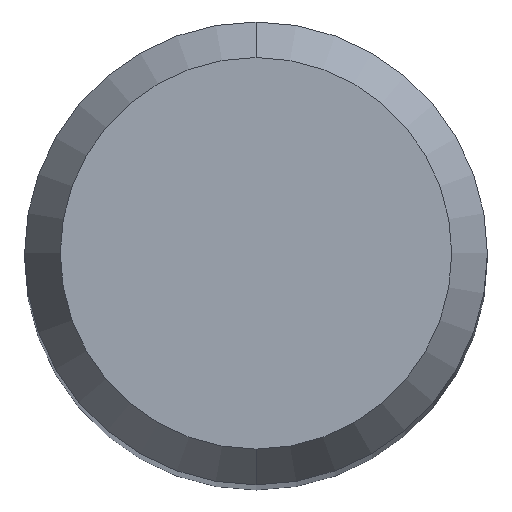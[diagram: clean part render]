
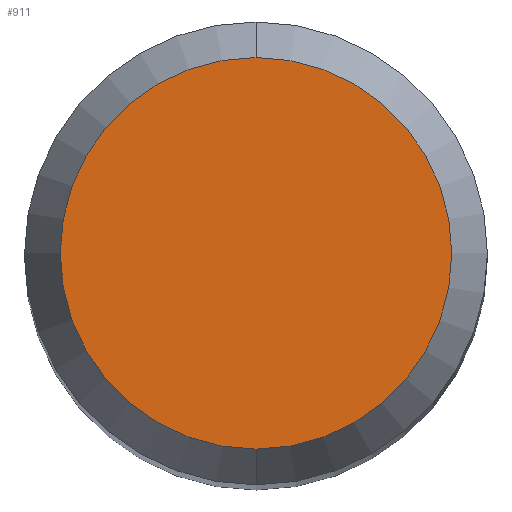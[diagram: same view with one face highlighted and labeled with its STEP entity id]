
A CAD part, top view. The second image highlights one B-rep face of the part: STEP entity #911.
In plain terms, the highlighted planar face has unit normal (0, 0, 1).
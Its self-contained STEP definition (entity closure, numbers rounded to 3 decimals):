
#743=EDGE_CURVE('',#875,#1305,#1763,.T.);
#875=VERTEX_POINT('',#1909);
#911=ADVANCED_FACE('',(#1946),#1947,.T.);
#1051=EDGE_CURVE('',#1305,#875,#2106,.T.);
#1305=VERTEX_POINT('',#2384);
#1763=CIRCLE('',#5114,2.538);
#1909=CARTESIAN_POINT('',(0.,-2.538,0.0));
#1946=FACE_OUTER_BOUND('',#6673,.T.);
#1947=PLANE('',#6674);
#2106=CIRCLE('',#9728,2.538);
#2384=CARTESIAN_POINT('',(0.0,2.538,0.0));
#5114=AXIS2_PLACEMENT_3D('',#15793,#15794,#15795);
#6673=EDGE_LOOP('',(#16008,#16009));
#6674=AXIS2_PLACEMENT_3D('',#16010,#16011,#16012);
#9728=AXIS2_PLACEMENT_3D('',#16194,#16195,#16196);
#15793=CARTESIAN_POINT('',(0.0,0.0,0.0));
#15794=DIRECTION('',(0.0,0.0,-1.0));
#15795=DIRECTION('',(0.0,1.0,0.0));
#16008=ORIENTED_EDGE('',*,*,#1051,.F.);
#16009=ORIENTED_EDGE('',*,*,#743,.F.);
#16010=CARTESIAN_POINT('',(0.0,1.269,0.0));
#16011=DIRECTION('',(-0.0,0.0,1.0));
#16012=DIRECTION('',(0.0,-1.0,0.0));
#16194=CARTESIAN_POINT('',(0.0,0.0,0.0));
#16195=DIRECTION('',(0.0,0.0,-1.0));
#16196=DIRECTION('',(0.0,1.0,0.0));
